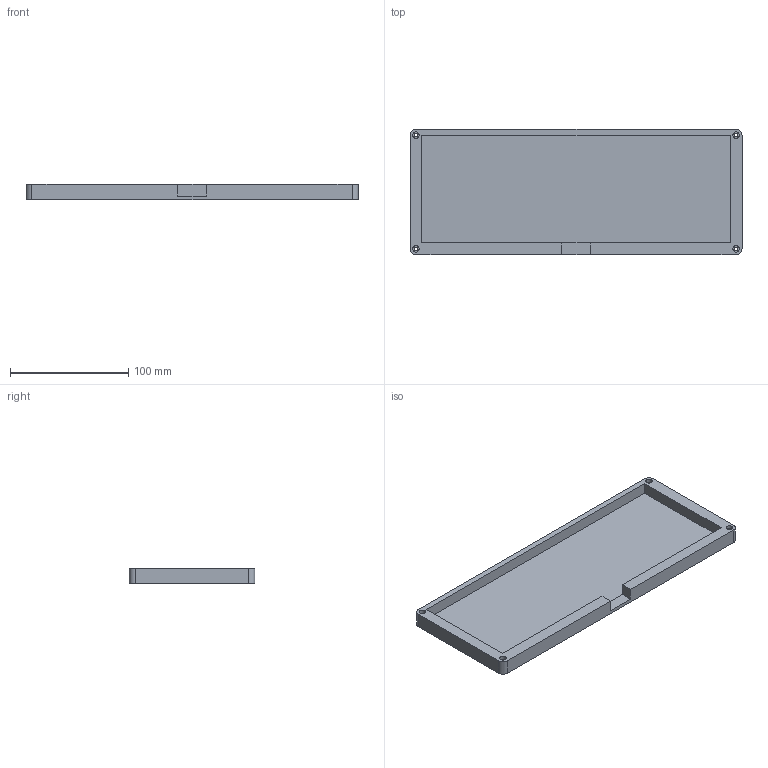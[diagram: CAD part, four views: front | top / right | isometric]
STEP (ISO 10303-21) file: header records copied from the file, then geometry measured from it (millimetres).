
FILE_DESCRIPTION(/* description */ ('STEP AP242','CAx-IF Rec.Pracs.---Representation and Presentation of Product Manufacturing Information (PMI)---4.0---2014-10-13','CAx-IF Rec.Pracs.---3D Tessellated Geometry---0.4---2014-09-14','2;1'),/* implementation_level */ '2;1');
FILE_NAME(/* name */ '67cdd0df71c14c7c5dc14e82',/* time_stamp */ '2025-03-09T17:33:20Z',/* author */ (''),/* organization */ (''),/* preprocessor_version */ 'ST-DEVELOPER v20',/* originating_system */ 'ONSHAPE BY PTC INC, 1.194',/* authorisation */ ' ');
FILE_SCHEMA (('AP242_MANAGED_MODEL_BASED_3D_ENGINEERING_MIM_LF { 1 0 10303 442 1 1 4 }'));
Length unit declared in the file: metre
Products named in the file (6): Part 4; Part 5; Part 6; Part 1; Part 2; Part 3
Bounding box: 281.08 x 106.25 x 13 mm (x, y, z)
Volume: 146696 mm3; surface area: 82783.7 mm2
Topology: 6 solids, 6 shells, 432 faces, 1194 edges, 796 vertices
Faces by surface type: cylinder 173, plane 138, bspline 121
Full cylindrical faces by diameter (mm): 3 x4, 5.5 x8
Entity records: 14436 total; most frequent: CARTESIAN_POINT 3747, ORIENTED_EDGE 2364, DIRECTION 1920, EDGE_CURVE 1182, VERTEX_POINT 796, AXIS2_PLACEMENT_3D 663, LINE 594, VECTOR 594
